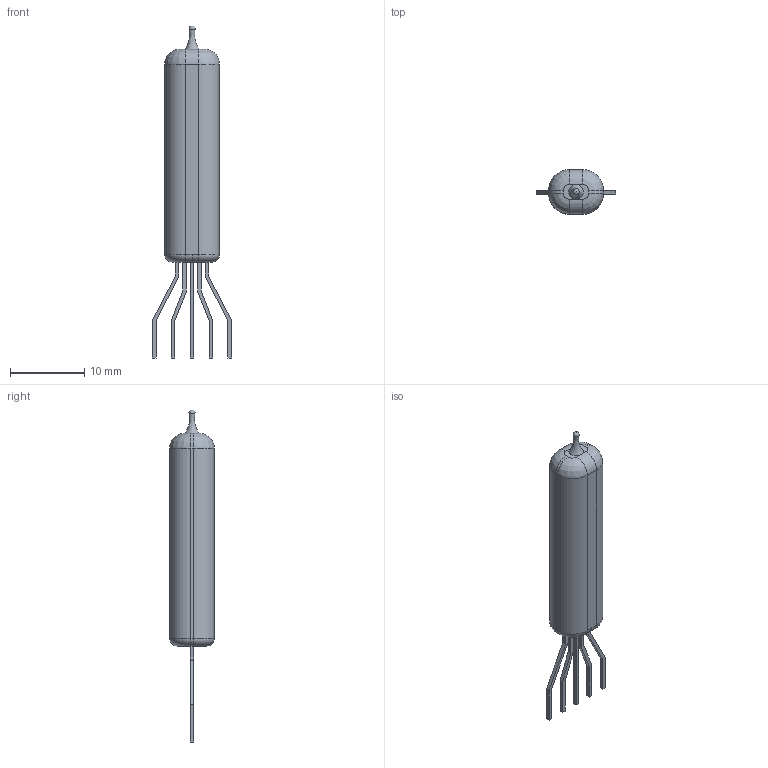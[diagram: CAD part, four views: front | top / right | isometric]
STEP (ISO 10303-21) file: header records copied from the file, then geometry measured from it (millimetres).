
FILE_DESCRIPTION(('FreeCAD Model'),'2;1');
FILE_NAME('Compound.step','2017-03-12T15:58:31',('kicad StepUp'),('ksu MCAD'), 'Open CASCADE STEP processor 6.8','FreeCAD','Unknown');
FILE_SCHEMA(('AUTOMOTIVE_DESIGN_CC2 { 1 2 10303 214 -1 1 5 4 }'));
Length unit declared in the file: millimetre
Products named in the file (2): ASSEMBLY; Compound
Assembly tree (1 placements, depth 2):
  ASSEMBLY
    Compound
Bounding box: 10.66 x 5.99 x 44.62 mm (x, y, z)
Volume: 1067.5 mm3; surface area: 818.6 mm2
Topology: 7 solids, 7 shells, 79 faces, 178 edges, 112 vertices
Faces by surface type: plane 54, cylinder 15, revolution 5, torus 4, sphere 1
Full cylindrical faces by diameter (mm): 0.005 x1
Entity records: 5090 total; most frequent: CARTESIAN_POINT 836, DIRECTION 693, LINE 448, VECTOR 448, ORIENTED_EDGE 356, PCURVE 356, DEFINITIONAL_REPRESENTATION 356, EDGE_CURVE 178
